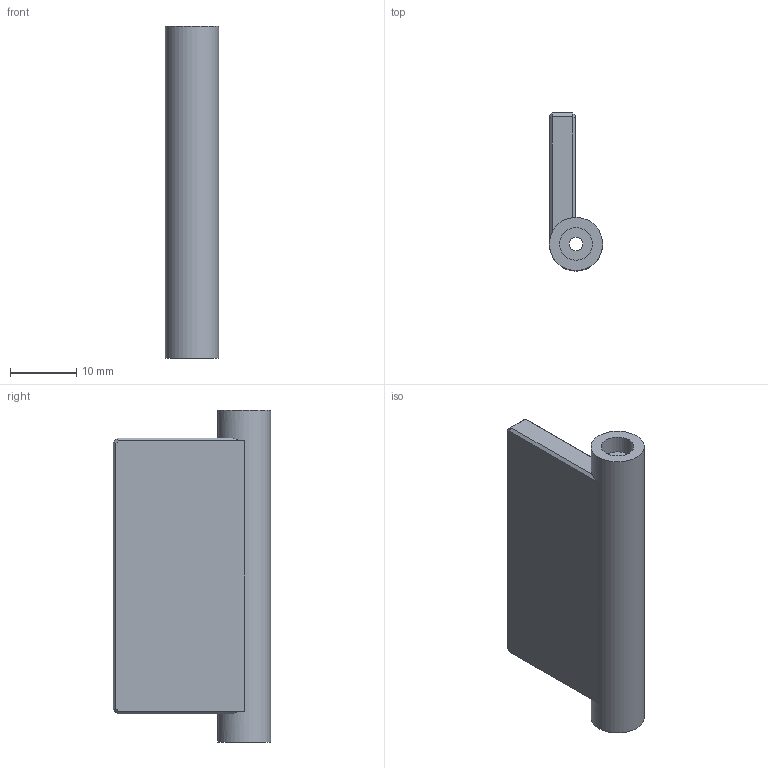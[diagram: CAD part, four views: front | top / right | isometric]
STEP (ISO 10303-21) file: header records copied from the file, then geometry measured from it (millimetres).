
FILE_DESCRIPTION(/* description */ ('Заслонка для серво 9г'),/* implementation_level */ '2;1');
FILE_NAME(/* name */ 'UNIT_AIR_DAMPER_SRVO_9G_damper_blade.step',/* time_stamp */ '2025-09-27T11:29:13+03:00',/* author */ ('ruslanpavlucenko'),/* organization */ (''),/* preprocessor_version */ 'ST-DEVELOPER v19.2',/* originating_system */ 'Autodesk Inventor 2024',/* authorisation */ '');
FILE_SCHEMA (('AUTOMOTIVE_DESIGN { 1 0 10303 214 3 1 1 }'));
Length unit declared in the file: millimetre
Products named in the file (1): Твердое тело2
Bounding box: 8 x 23.75 x 50 mm (x, y, z)
Volume: 4282.9 mm3; surface area: 3562.6 mm2
Topology: 1 solids, 1 shells, 26 faces, 56 edges, 34 vertices
Faces by surface type: plane 21, cylinder 4, cone 1
Full cylindrical faces by diameter (mm): 2 x1, 4.9 x2, 8 x1
Entity records: 778 total; most frequent: DIRECTION 126, CARTESIAN_POINT 117, ORIENTED_EDGE 112, EDGE_CURVE 56, AXIS2_PLACEMENT_3D 43, LINE 40, VECTOR 40, VERTEX_POINT 34
